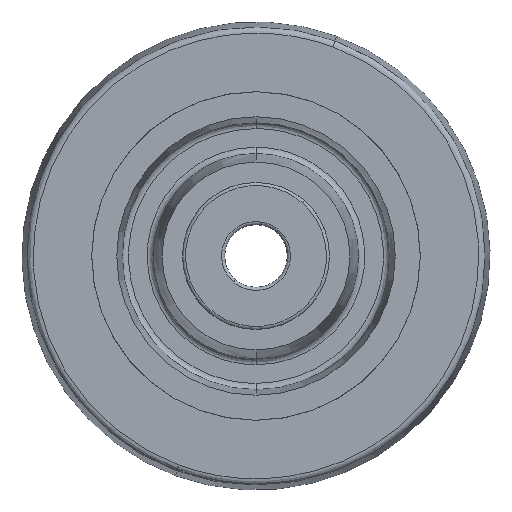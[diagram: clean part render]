
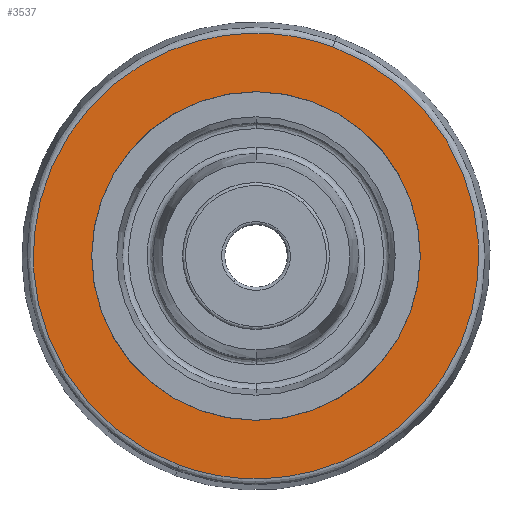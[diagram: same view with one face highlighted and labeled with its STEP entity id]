
A CAD part, left-side view. The second image highlights one B-rep face of the part: STEP entity #3537.
In plain terms, the highlighted planar face has unit normal (-1, 0, 0).
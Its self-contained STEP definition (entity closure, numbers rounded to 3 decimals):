
#12 = AXIS2_PLACEMENT_3D ( 'NONE', #2282, #3888, #151 ) ;
#151 = DIRECTION ( 'NONE',  ( 0., 0.345, -0.939 ) ) ;
#312 = ORIENTED_EDGE ( 'NONE', *, *, #2942, .F. ) ;
#483 = EDGE_CURVE ( 'NONE', #792, #3326, #3559, .T. ) ;
#747 = CARTESIAN_POINT ( 'NONE',  ( 5., -18.094, 101.784 ) ) ;
#792 = VERTEX_POINT ( 'NONE', #3863 ) ;
#1178 = CARTESIAN_POINT ( 'NONE',  ( 5., 109.14, 168.418 ) ) ;
#1250 = FACE_OUTER_BOUND ( 'NONE', #3873, .T. ) ;
#1296 = CARTESIAN_POINT ( 'NONE',  ( 5., -24.539, 119.34 ) ) ;
#1374 = CARTESIAN_POINT ( 'NONE',  ( 5., 0., 52.5 ) ) ;
#1494 = AXIS2_PLACEMENT_3D ( 'NONE', #1374, #1998, #3615 ) ;
#1518 = ORIENTED_EDGE ( 'NONE', *, *, #483, .F. ) ;
#1530 = DIRECTION ( 'NONE',  ( -1., 0., 0. ) ) ;
#1575 = DIRECTION ( 'NONE',  ( 0., 0.345, -0.939 ) ) ;
#1589 = CARTESIAN_POINT ( 'NONE',  ( 5., 24.539, -14.34 ) ) ;
#1719 = ORIENTED_EDGE ( 'NONE', *, *, #1906, .F. ) ;
#1765 = VERTEX_POINT ( 'NONE', #2719 ) ;
#1851 = CARTESIAN_POINT ( 'NONE',  ( 5., 0., 52.5 ) ) ;
#1906 = EDGE_CURVE ( 'NONE', #1765, #2417, #2782, .T. ) ;
#1998 = DIRECTION ( 'NONE',  ( -1., 0., 0. ) ) ;
#2084 = EDGE_LOOP ( 'NONE', ( #1719, #312 ) ) ;
#2131 = CARTESIAN_POINT ( 'NONE',  ( 5., -24.539, 119.34 ) ) ;
#2169 = CARTESIAN_POINT ( 'NONE',  ( 5., -158.219, 70.261 ) ) ;
#2282 = CARTESIAN_POINT ( 'NONE',  ( 5., 18.094, 3.216 ) ) ;
#2417 = VERTEX_POINT ( 'NONE', #747 ) ;
#2470 = CARTESIAN_POINT ( 'NONE',  ( 5., -24.539, 119.34 ) ) ;
#2654 = AXIS2_PLACEMENT_3D ( 'NONE', #1851, #1530, #1575 ) ;
#2719 = CARTESIAN_POINT ( 'NONE',  ( 5., 18.094, 3.216 ) ) ;
#2782 = CIRCLE ( 'NONE', #2654, 52.5 ) ;
#2942 = EDGE_CURVE ( 'NONE', #2417, #1765, #3267, .T. ) ;
#3267 = CIRCLE ( 'NONE', #1494, 52.5 ) ;
#3326 = VERTEX_POINT ( 'NONE', #2470 ) ;
#3449 = CARTESIAN_POINT ( 'NONE',  ( 5., 24.539, -14.34 ) ) ;
#3478 = CARTESIAN_POINT ( 'NONE',  ( 5., 158.219, 34.739 ) ) ;
#3480 = PLANE ( 'NONE',  #12 ) ;
#3537 = ADVANCED_FACE ( 'NONE', ( #1250, #3801 ), #3480, .F. ) ;
#3559 =( BOUNDED_CURVE ( )  B_SPLINE_CURVE ( 3, ( #3449, #3478, #1178, #2131 ),
 .UNSPECIFIED., .F., .T. ) 
 B_SPLINE_CURVE_WITH_KNOTS ( ( 4, 4 ),
 ( 0.5, 1. ),
 .UNSPECIFIED. ) 
 CURVE ( )  GEOMETRIC_REPRESENTATION_ITEM ( )  RATIONAL_B_SPLINE_CURVE ( ( 1., 0.333, 0.333, 1. ) ) 
 REPRESENTATION_ITEM ( '' )  );
#3615 = DIRECTION ( 'NONE',  ( 0., 0.345, -0.939 ) ) ;
#3758 = ORIENTED_EDGE ( 'NONE', *, *, #3999, .F. ) ;
#3801 = FACE_BOUND ( 'NONE', #2084, .T. ) ;
#3863 = CARTESIAN_POINT ( 'NONE',  ( 5., 24.539, -14.34 ) ) ;
#3873 = EDGE_LOOP ( 'NONE', ( #3758, #1518 ) ) ;
#3888 = DIRECTION ( 'NONE',  ( 1., 0., 0. ) ) ;
#3999 = EDGE_CURVE ( 'NONE', #3326, #792, #4115, .T. ) ;
#4115 =( BOUNDED_CURVE ( )  B_SPLINE_CURVE ( 3, ( #1296, #2169, #4136, #1589 ),
 .UNSPECIFIED., .F., .T. ) 
 B_SPLINE_CURVE_WITH_KNOTS ( ( 4, 4 ),
 ( 0., 0.5 ),
 .UNSPECIFIED. ) 
 CURVE ( )  GEOMETRIC_REPRESENTATION_ITEM ( )  RATIONAL_B_SPLINE_CURVE ( ( 1., 0.333, 0.333, 1. ) ) 
 REPRESENTATION_ITEM ( '' )  );
#4136 = CARTESIAN_POINT ( 'NONE',  ( 5., -109.14, -63.418 ) ) ;
